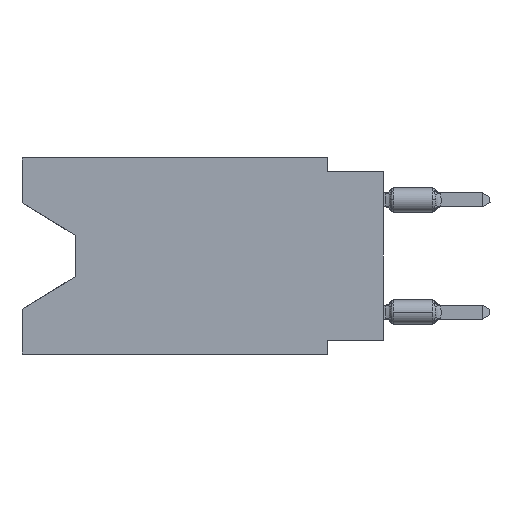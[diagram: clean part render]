
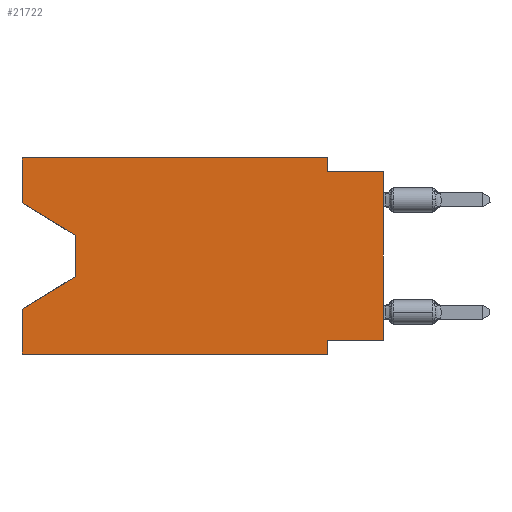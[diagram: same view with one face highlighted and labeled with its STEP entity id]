
A CAD part, left-side view. The second image highlights one B-rep face of the part: STEP entity #21722.
In plain terms, the highlighted planar face has unit normal (-1, 0, 0).
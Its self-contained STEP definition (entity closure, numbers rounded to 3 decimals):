
#432 = CARTESIAN_POINT ( 'NONE',  ( 0., 2.54, 0. ) ) ;
#675 = CARTESIAN_POINT ( 'NONE',  ( 0., 16.383, -2.038 ) ) ;
#1001 = LINE ( 'NONE', #31923, #14461 ) ;
#1150 = PLANE ( 'NONE',  #24829 ) ;
#1895 = EDGE_CURVE ( 'NONE', #16855, #10182, #9996, .T. ) ;
#1916 = VERTEX_POINT ( 'NONE', #18501 ) ;
#1987 = VECTOR ( 'NONE', #7458, 1000. ) ;
#2526 = LINE ( 'NONE', #15932, #25769 ) ;
#2553 = LINE ( 'NONE', #10877, #16105 ) ;
#3480 = LINE ( 'NONE', #30988, #15167 ) ;
#3730 = LINE ( 'NONE', #3916, #24576 ) ;
#3916 = CARTESIAN_POINT ( 'NONE',  ( 0., 16.383, -8.89 ) ) ;
#4292 = EDGE_CURVE ( 'NONE', #14594, #6524, #19819, .T. ) ;
#4684 = VERTEX_POINT ( 'NONE', #31566 ) ;
#4975 = EDGE_CURVE ( 'NONE', #15069, #16855, #3480, .T. ) ;
#5298 = ORIENTED_EDGE ( 'NONE', *, *, #16681, .T. ) ;
#5352 = CARTESIAN_POINT ( 'NONE',  ( 0., 0., -8.255 ) ) ;
#5747 = VECTOR ( 'NONE', #22313, 1000. ) ;
#5748 = DIRECTION ( 'NONE',  ( 0., 0., -1. ) ) ;
#6524 = VERTEX_POINT ( 'NONE', #13565 ) ;
#6770 = DIRECTION ( 'NONE',  ( 1., 0., 0. ) ) ;
#7211 = VECTOR ( 'NONE', #16777, 1000. ) ;
#7458 = DIRECTION ( 'NONE',  ( 0., -1., 0. ) ) ;
#7470 = FACE_OUTER_BOUND ( 'NONE', #11399, .T. ) ;
#8379 = CARTESIAN_POINT ( 'NONE',  ( 0., 16.383, -6.852 ) ) ;
#8752 = ORIENTED_EDGE ( 'NONE', *, *, #30836, .T. ) ;
#9134 = CARTESIAN_POINT ( 'NONE',  ( 0., 16.383, -2.038 ) ) ;
#9468 = LINE ( 'NONE', #432, #20994 ) ;
#9548 = ORIENTED_EDGE ( 'NONE', *, *, #28762, .F. ) ;
#9996 = LINE ( 'NONE', #15457, #1987 ) ;
#10012 = VECTOR ( 'NONE', #30200, 1000. ) ;
#10182 = VERTEX_POINT ( 'NONE', #34686 ) ;
#10877 = CARTESIAN_POINT ( 'NONE',  ( 0., 16.383, 0. ) ) ;
#11093 = LINE ( 'NONE', #16708, #5747 ) ;
#11399 = EDGE_LOOP ( 'NONE', ( #23162, #24327, #29213, #18088, #5298, #19995, #9548, #8752, #25147, #33265, #30507, #28345 ) ) ;
#12689 = VECTOR ( 'NONE', #31579, 1000. ) ;
#12829 = VECTOR ( 'NONE', #5748, 1000. ) ;
#13565 = CARTESIAN_POINT ( 'NONE',  ( 0., 13.97, -5.385 ) ) ;
#13973 = DIRECTION ( 'NONE',  ( 0., 0., 1. ) ) ;
#14461 = VECTOR ( 'NONE', #23443, 1000. ) ;
#14564 = LINE ( 'NONE', #9134, #12689 ) ;
#14594 = VERTEX_POINT ( 'NONE', #17210 ) ;
#14771 = DIRECTION ( 'NONE',  ( 0., -1., 0. ) ) ;
#14944 = EDGE_CURVE ( 'NONE', #6524, #16709, #32913, .T. ) ;
#15069 = VERTEX_POINT ( 'NONE', #675 ) ;
#15167 = VECTOR ( 'NONE', #13973, 1000. ) ;
#15255 = VERTEX_POINT ( 'NONE', #16593 ) ;
#15457 = CARTESIAN_POINT ( 'NONE',  ( 0., 16.383, 0. ) ) ;
#15932 = CARTESIAN_POINT ( 'NONE',  ( 0., 0., 0. ) ) ;
#16105 = VECTOR ( 'NONE', #21901, 1000. ) ;
#16593 = CARTESIAN_POINT ( 'NONE',  ( 0., 2.54, -8.89 ) ) ;
#16681 = EDGE_CURVE ( 'NONE', #1916, #15255, #3730, .T. ) ;
#16708 = CARTESIAN_POINT ( 'NONE',  ( 0., 0., -0.635 ) ) ;
#16709 = VERTEX_POINT ( 'NONE', #8379 ) ;
#16777 = DIRECTION ( 'NONE',  ( 0., 1., 0. ) ) ;
#16855 = VERTEX_POINT ( 'NONE', #17777 ) ;
#17203 = VERTEX_POINT ( 'NONE', #5352 ) ;
#17210 = CARTESIAN_POINT ( 'NONE',  ( 0., 13.97, -3.505 ) ) ;
#17777 = CARTESIAN_POINT ( 'NONE',  ( 0., 16.383, 0. ) ) ;
#18088 = ORIENTED_EDGE ( 'NONE', *, *, #33036, .F. ) ;
#18501 = CARTESIAN_POINT ( 'NONE',  ( 0., 16.383, -8.89 ) ) ;
#19139 = CARTESIAN_POINT ( 'NONE',  ( 0., 13.97, -5.385 ) ) ;
#19819 = LINE ( 'NONE', #30891, #12829 ) ;
#19995 = ORIENTED_EDGE ( 'NONE', *, *, #35299, .F. ) ;
#20471 = EDGE_CURVE ( 'NONE', #10182, #29993, #9468, .T. ) ;
#20994 = VECTOR ( 'NONE', #34067, 1000. ) ;
#21722 = ADVANCED_FACE ( 'NONE', ( #7470 ), #1150, .F. ) ;
#21901 = DIRECTION ( 'NONE',  ( 0., 0., 1. ) ) ;
#22313 = DIRECTION ( 'NONE',  ( 0., -1., 0. ) ) ;
#23162 = ORIENTED_EDGE ( 'NONE', *, *, #34045, .T. ) ;
#23443 = DIRECTION ( 'NONE',  ( 0., 0., -1. ) ) ;
#23600 = CARTESIAN_POINT ( 'NONE',  ( 0., 16.383, 0. ) ) ;
#24327 = ORIENTED_EDGE ( 'NONE', *, *, #4292, .T. ) ;
#24576 = VECTOR ( 'NONE', #14771, 1000. ) ;
#24829 = AXIS2_PLACEMENT_3D ( 'NONE', #23600, #6770, #28844 ) ;
#25147 = ORIENTED_EDGE ( 'NONE', *, *, #34435, .F. ) ;
#25301 = CARTESIAN_POINT ( 'NONE',  ( 0., 0., -8.255 ) ) ;
#25477 = LINE ( 'NONE', #25301, #7211 ) ;
#25769 = VECTOR ( 'NONE', #26631, 1000. ) ;
#25942 = VERTEX_POINT ( 'NONE', #32574 ) ;
#26631 = DIRECTION ( 'NONE',  ( 0., 0., 1. ) ) ;
#27067 = CARTESIAN_POINT ( 'NONE',  ( 0., 2.54, -0.635 ) ) ;
#28345 = ORIENTED_EDGE ( 'NONE', *, *, #4975, .F. ) ;
#28762 = EDGE_CURVE ( 'NONE', #17203, #4684, #25477, .T. ) ;
#28844 = DIRECTION ( 'NONE',  ( 0., 0., -1. ) ) ;
#29213 = ORIENTED_EDGE ( 'NONE', *, *, #14944, .T. ) ;
#29993 = VERTEX_POINT ( 'NONE', #27067 ) ;
#30200 = DIRECTION ( 'NONE',  ( 0., 0.855, -0.519 ) ) ;
#30507 = ORIENTED_EDGE ( 'NONE', *, *, #1895, .F. ) ;
#30836 = EDGE_CURVE ( 'NONE', #17203, #25942, #2526, .T. ) ;
#30891 = CARTESIAN_POINT ( 'NONE',  ( 0., 13.97, -3.505 ) ) ;
#30988 = CARTESIAN_POINT ( 'NONE',  ( 0., 16.383, 0. ) ) ;
#31566 = CARTESIAN_POINT ( 'NONE',  ( 0., 2.54, -8.255 ) ) ;
#31579 = DIRECTION ( 'NONE',  ( 0., -0.855, -0.519 ) ) ;
#31923 = CARTESIAN_POINT ( 'NONE',  ( 0., 2.54, -8.89 ) ) ;
#32574 = CARTESIAN_POINT ( 'NONE',  ( 0., 0., -0.635 ) ) ;
#32913 = LINE ( 'NONE', #19139, #10012 ) ;
#33036 = EDGE_CURVE ( 'NONE', #1916, #16709, #2553, .T. ) ;
#33265 = ORIENTED_EDGE ( 'NONE', *, *, #20471, .F. ) ;
#34045 = EDGE_CURVE ( 'NONE', #15069, #14594, #14564, .T. ) ;
#34067 = DIRECTION ( 'NONE',  ( 0., 0., -1. ) ) ;
#34435 = EDGE_CURVE ( 'NONE', #29993, #25942, #11093, .T. ) ;
#34686 = CARTESIAN_POINT ( 'NONE',  ( 0., 2.54, 0. ) ) ;
#35299 = EDGE_CURVE ( 'NONE', #4684, #15255, #1001, .T. ) ;
